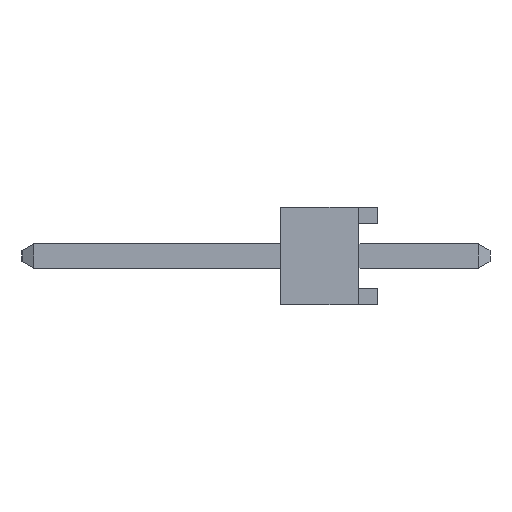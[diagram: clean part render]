
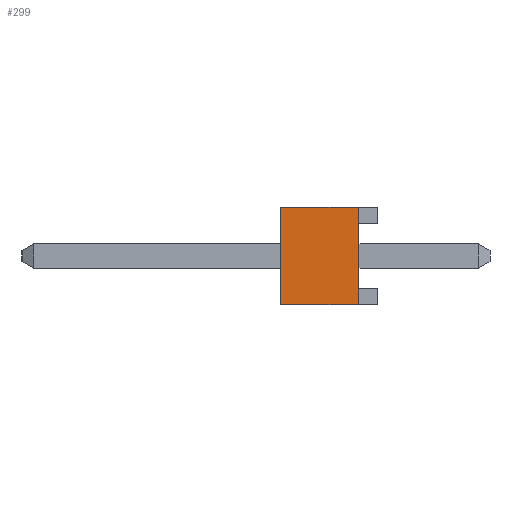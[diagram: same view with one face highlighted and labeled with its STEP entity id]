
A CAD part, left-side view. The second image highlights one B-rep face of the part: STEP entity #299.
In plain terms, the highlighted planar face has unit normal (-1, 0, 0).
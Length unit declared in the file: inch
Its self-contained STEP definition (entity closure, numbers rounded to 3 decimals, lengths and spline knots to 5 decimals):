
#299 = ADVANCED_FACE ( 'NONE', ( #17554 ), #15538, .F. ) ;
#374 = CARTESIAN_POINT ( 'NONE',  ( -0.8, 0.02, 0.05 ) ) ;
#1068 = CARTESIAN_POINT ( 'NONE',  ( -0.8, 0.1, 0.05 ) ) ;
#1404 = VECTOR ( 'NONE', #12578, 39.37008 ) ;
#3077 = VERTEX_POINT ( 'NONE', #16389 ) ;
#3870 = DIRECTION ( 'NONE',  ( 1., 0., 0. ) ) ;
#4757 = LINE ( 'NONE', #14483, #1404 ) ;
#5357 = DIRECTION ( 'NONE',  ( 0., 0., -1. ) ) ;
#5510 = VERTEX_POINT ( 'NONE', #9618 ) ;
#6258 = CARTESIAN_POINT ( 'NONE',  ( -0.8, 0.1, 0.05 ) ) ;
#7266 = VECTOR ( 'NONE', #11467, 39.37008 ) ;
#7351 = DIRECTION ( 'NONE',  ( 0., 0., -1. ) ) ;
#9035 = EDGE_LOOP ( 'NONE', ( #12104, #9655, #11886, #11711 ) ) ;
#9207 = VECTOR ( 'NONE', #7351, 39.37008 ) ;
#9546 = EDGE_CURVE ( 'NONE', #3077, #10437, #4757, .T. ) ;
#9618 = CARTESIAN_POINT ( 'NONE',  ( -0.8, 0.02, -0.05 ) ) ;
#9655 = ORIENTED_EDGE ( 'NONE', *, *, #19312, .F. ) ;
#10063 = CARTESIAN_POINT ( 'NONE',  ( -0.8, 0.1, -0.05 ) ) ;
#10437 = VERTEX_POINT ( 'NONE', #374 ) ;
#10532 = EDGE_CURVE ( 'NONE', #3077, #12550, #19115, .T. ) ;
#10979 = CARTESIAN_POINT ( 'NONE',  ( -0.8, 0.02, 0.05 ) ) ;
#11278 = LINE ( 'NONE', #11481, #7266 ) ;
#11467 = DIRECTION ( 'NONE',  ( 0., -1., 0. ) ) ;
#11481 = CARTESIAN_POINT ( 'NONE',  ( -0.8, 0.1, -0.05 ) ) ;
#11711 = ORIENTED_EDGE ( 'NONE', *, *, #10532, .T. ) ;
#11886 = ORIENTED_EDGE ( 'NONE', *, *, #9546, .F. ) ;
#12104 = ORIENTED_EDGE ( 'NONE', *, *, #15790, .T. ) ;
#12550 = VERTEX_POINT ( 'NONE', #10063 ) ;
#12578 = DIRECTION ( 'NONE',  ( 0., -1., 0. ) ) ;
#13557 = VECTOR ( 'NONE', #5357, 39.37008 ) ;
#13833 = DIRECTION ( 'NONE',  ( 0., 1., 0. ) ) ;
#14483 = CARTESIAN_POINT ( 'NONE',  ( -0.8, 0.1, 0.05 ) ) ;
#15538 = PLANE ( 'NONE',  #18998 ) ;
#15790 = EDGE_CURVE ( 'NONE', #12550, #5510, #11278, .T. ) ;
#16389 = CARTESIAN_POINT ( 'NONE',  ( -0.8, 0.1, 0.05 ) ) ;
#17554 = FACE_OUTER_BOUND ( 'NONE', #9035, .T. ) ;
#17648 = LINE ( 'NONE', #10979, #13557 ) ;
#18998 = AXIS2_PLACEMENT_3D ( 'NONE', #1068, #3870, #13833 ) ;
#19115 = LINE ( 'NONE', #6258, #9207 ) ;
#19312 = EDGE_CURVE ( 'NONE', #10437, #5510, #17648, .T. ) ;
